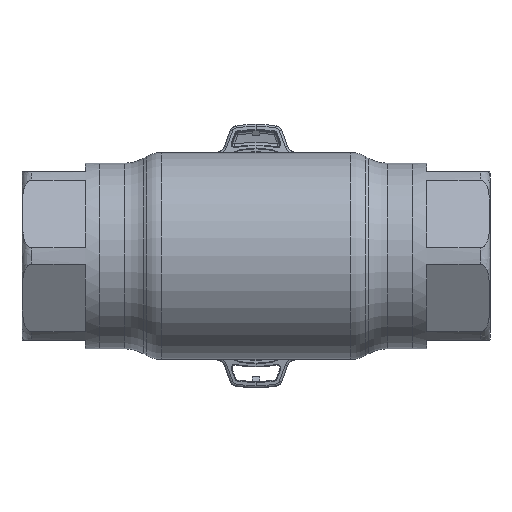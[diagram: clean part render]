
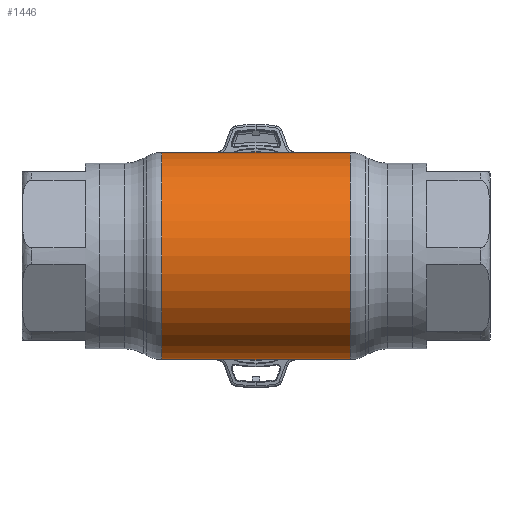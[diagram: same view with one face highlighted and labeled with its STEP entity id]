
A CAD part, front view. The second image highlights one B-rep face of the part: STEP entity #1446.
In plain terms, the highlighted cylindrical face has radius 42.5 mm (diameter 85 mm), a partial arc.
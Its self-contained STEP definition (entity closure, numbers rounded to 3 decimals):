
#1446 = ADVANCED_FACE ( 'NONE', ( #27392 ), #4249, .T. ) ;
#2432 = LINE ( 'NONE', #20068, #25012 ) ;
#2668 = CARTESIAN_POINT ( 'NONE',  ( 38.749, 0., 42.5 ) ) ;
#3026 = EDGE_LOOP ( 'NONE', ( #3165, #23168, #8855, #31583 ) ) ;
#3165 = ORIENTED_EDGE ( 'NONE', *, *, #24167, .F. ) ;
#4249 = CYLINDRICAL_SURFACE ( 'NONE', #10068, 42.5 ) ;
#4998 = EDGE_CURVE ( 'NONE', #25284, #8453, #31434, .T. ) ;
#6619 = CARTESIAN_POINT ( 'NONE',  ( -62.69, 0., 0. ) ) ;
#6911 = EDGE_CURVE ( 'NONE', #26942, #12689, #19106, .T. ) ;
#7123 = DIRECTION ( 'NONE',  ( 0., 0., 1. ) ) ;
#7341 = DIRECTION ( 'NONE',  ( -1., 0., 0. ) ) ;
#7683 = DIRECTION ( 'NONE',  ( -1., 0., 0. ) ) ;
#8453 = VERTEX_POINT ( 'NONE', #2668 ) ;
#8855 = ORIENTED_EDGE ( 'NONE', *, *, #25337, .T. ) ;
#9711 = CARTESIAN_POINT ( 'NONE',  ( -38.749, 0., 42.5 ) ) ;
#10068 = AXIS2_PLACEMENT_3D ( 'NONE', #6619, #30452, #7123 ) ;
#10216 = CARTESIAN_POINT ( 'NONE',  ( -38.749, 0., -42.5 ) ) ;
#12403 = VECTOR ( 'NONE', #31831, 1000. ) ;
#12689 = VERTEX_POINT ( 'NONE', #9711 ) ;
#13147 = AXIS2_PLACEMENT_3D ( 'NONE', #24846, #22096, #32986 ) ;
#16737 = AXIS2_PLACEMENT_3D ( 'NONE', #17865, #7341, #28275 ) ;
#17865 = CARTESIAN_POINT ( 'NONE',  ( 38.749, 0., 0. ) ) ;
#19106 = CIRCLE ( 'NONE', #13147, 42.5 ) ;
#20068 = CARTESIAN_POINT ( 'NONE',  ( -62.69, 0., 42.5 ) ) ;
#21417 = LINE ( 'NONE', #31989, #12403 ) ;
#22096 = DIRECTION ( 'NONE',  ( -1., 0., 0. ) ) ;
#23168 = ORIENTED_EDGE ( 'NONE', *, *, #4998, .T. ) ;
#24167 = EDGE_CURVE ( 'NONE', #25284, #26942, #21417, .T. ) ;
#24846 = CARTESIAN_POINT ( 'NONE',  ( -38.749, 0., 0. ) ) ;
#25012 = VECTOR ( 'NONE', #7683, 1000. ) ;
#25284 = VERTEX_POINT ( 'NONE', #33351 ) ;
#25337 = EDGE_CURVE ( 'NONE', #8453, #12689, #2432, .T. ) ;
#26942 = VERTEX_POINT ( 'NONE', #10216 ) ;
#27392 = FACE_OUTER_BOUND ( 'NONE', #3026, .T. ) ;
#28275 = DIRECTION ( 'NONE',  ( 0., 0., 1. ) ) ;
#30452 = DIRECTION ( 'NONE',  ( -1., 0., 0. ) ) ;
#31434 = CIRCLE ( 'NONE', #16737, 42.5 ) ;
#31583 = ORIENTED_EDGE ( 'NONE', *, *, #6911, .F. ) ;
#31831 = DIRECTION ( 'NONE',  ( -1., 0., 0. ) ) ;
#31989 = CARTESIAN_POINT ( 'NONE',  ( -62.69, 0., -42.5 ) ) ;
#32986 = DIRECTION ( 'NONE',  ( 0., 0., 1. ) ) ;
#33351 = CARTESIAN_POINT ( 'NONE',  ( 38.749, 0., -42.5 ) ) ;
